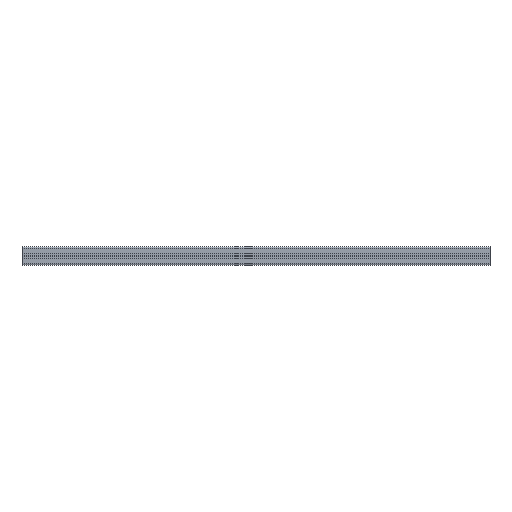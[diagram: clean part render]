
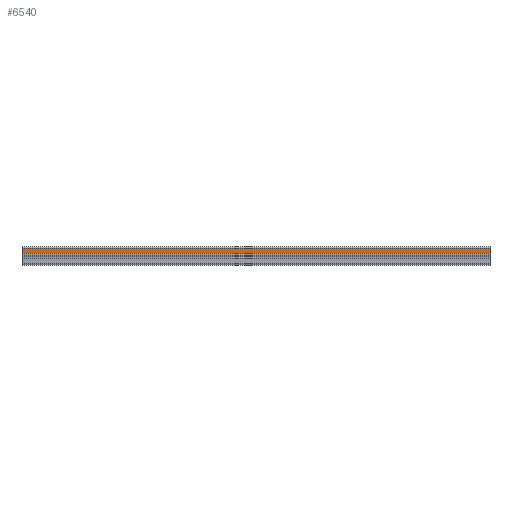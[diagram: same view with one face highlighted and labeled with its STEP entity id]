
A CAD part, front view. The second image highlights one B-rep face of the part: STEP entity #6540.
In plain terms, the highlighted planar face has unit normal (0, -1, 0).
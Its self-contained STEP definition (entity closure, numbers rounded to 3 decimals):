
#3422 = VERTEX_POINT ( 'NONE', #3964 ) ;
#3424 = VERTEX_POINT ( 'NONE', #3966 ) ;
#3964 = CARTESIAN_POINT ( 'NONE',  ( -1000., -40., 6.3 ) ) ;
#3966 = CARTESIAN_POINT ( 'NONE',  ( 0., -40., 6.3 ) ) ;
#4157 = CARTESIAN_POINT ( 'NONE',  ( 0., -40., 17. ) ) ;
#4332 = CARTESIAN_POINT ( 'NONE',  ( -1000., -40., 17. ) ) ;
#4713 = CARTESIAN_POINT ( 'NONE',  ( -1089.443, -40., 17. ) ) ;
#4714 = PLANE ( 'NONE',  #9123 ) ;
#4715 = DIRECTION ( 'NONE',  ( 0., -1., 0. ) ) ;
#4716 = DIRECTION ( 'NONE',  ( 0., 0., -1. ) ) ;
#5246 = CARTESIAN_POINT ( 'NONE',  ( 0., -40., 17. ) ) ;
#5247 = DIRECTION ( 'NONE',  ( 0., 0., -1. ) ) ;
#5254 = CARTESIAN_POINT ( 'NONE',  ( -1000., -40., 17. ) ) ;
#5255 = CARTESIAN_POINT ( 'NONE',  ( -1089.443, -40., 17. ) ) ;
#5256 = DIRECTION ( 'NONE',  ( 1., 0., 0. ) ) ;
#5262 = CARTESIAN_POINT ( 'NONE',  ( -1089.443, -40., 6.3 ) ) ;
#5263 = DIRECTION ( 'NONE',  ( 1., 0., 0. ) ) ;
#5265 = DIRECTION ( 'NONE',  ( 0., 0., 1. ) ) ;
#6220 = VERTEX_POINT ( 'NONE', #4157 ) ;
#6395 = VERTEX_POINT ( 'NONE', #4332 ) ;
#6540 = ADVANCED_FACE ( 'NONE', ( #10027 ), #4714, .T. ) ;
#6857 = EDGE_CURVE ( 'NONE', #6220, #3424, #10325, .T. ) ;
#6861 = EDGE_CURVE ( 'NONE', #6395, #6220, #10327, .T. ) ;
#6864 = EDGE_CURVE ( 'NONE', #3422, #3424, #10341, .T. ) ;
#6865 = EDGE_CURVE ( 'NONE', #3422, #6395, #10339, .T. ) ;
#8750 = EDGE_LOOP ( 'NONE', ( #9727, #9731, #9751, #9753 ) ) ;
#9123 = AXIS2_PLACEMENT_3D ( 'NONE', #4713, #4715, #4716 ) ;
#9727 = ORIENTED_EDGE ( 'NONE', *, *, #6865, .F. ) ;
#9731 = ORIENTED_EDGE ( 'NONE', *, *, #6864, .T. ) ;
#9751 = ORIENTED_EDGE ( 'NONE', *, *, #6857, .F. ) ;
#9753 = ORIENTED_EDGE ( 'NONE', *, *, #6861, .F. ) ;
#10027 = FACE_OUTER_BOUND ( 'NONE', #8750, .T. ) ;
#10324 = VECTOR ( 'NONE', #5247, 1000. ) ;
#10325 = LINE ( 'NONE', #5246, #10324 ) ;
#10327 = LINE ( 'NONE', #5255, #10328 ) ;
#10328 = VECTOR ( 'NONE', #5256, 1000. ) ;
#10339 = LINE ( 'NONE', #5254, #10343 ) ;
#10341 = LINE ( 'NONE', #5262, #10342 ) ;
#10342 = VECTOR ( 'NONE', #5263, 1000. ) ;
#10343 = VECTOR ( 'NONE', #5265, 1000. ) ;
